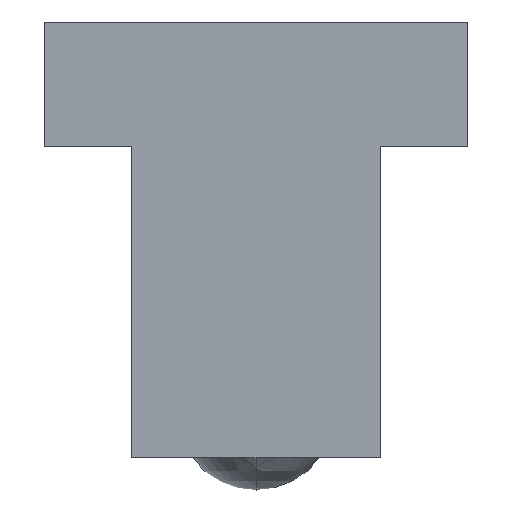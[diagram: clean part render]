
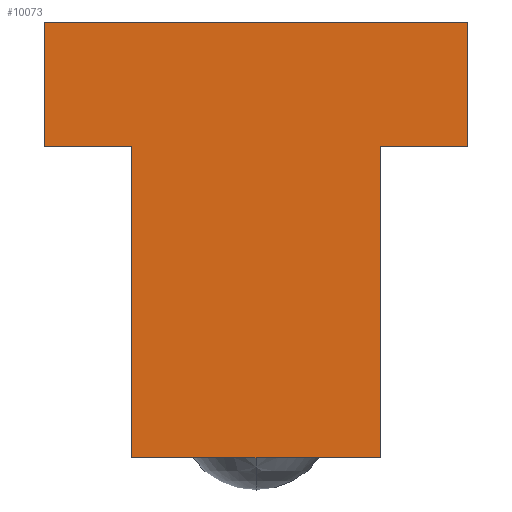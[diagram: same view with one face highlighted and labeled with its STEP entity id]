
A CAD part, front view. The second image highlights one B-rep face of the part: STEP entity #10073.
In plain terms, the highlighted planar face has unit normal (0, -1, 0).
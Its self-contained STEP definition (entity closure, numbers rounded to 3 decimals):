
#2=DIRECTION('',(1.,0.,0.));
#3=VECTOR('',#2,34.);
#4=CARTESIAN_POINT('',(-17.,0.,0.));
#5=LINE('',#4,#3);
#6=DIRECTION('',(0.,0.,-1.));
#7=VECTOR('',#6,10.);
#8=CARTESIAN_POINT('',(17.,0.,0.));
#9=LINE('',#8,#7);
#10=DIRECTION('',(-1.,0.,0.));
#11=VECTOR('',#10,7.);
#12=CARTESIAN_POINT('',(17.,0.,-10.));
#13=LINE('',#12,#11);
#14=DIRECTION('',(0.,0.,-1.));
#15=VECTOR('',#14,25.);
#16=CARTESIAN_POINT('',(10.,0.,-10.));
#17=LINE('',#16,#15);
#18=DIRECTION('',(-1.,0.,0.));
#19=VECTOR('',#18,20.);
#20=CARTESIAN_POINT('',(10.,0.,-35.));
#21=LINE('',#20,#19);
#22=DIRECTION('',(0.,0.,1.));
#23=VECTOR('',#22,25.);
#24=CARTESIAN_POINT('',(-10.,0.,-35.));
#25=LINE('',#24,#23);
#26=DIRECTION('',(-1.,0.,0.));
#27=VECTOR('',#26,7.);
#28=CARTESIAN_POINT('',(-10.,0.,-10.));
#29=LINE('',#28,#27);
#30=DIRECTION('',(0.,0.,1.));
#31=VECTOR('',#30,10.);
#32=CARTESIAN_POINT('',(-17.,0.,-10.));
#33=LINE('',#32,#31);
#7598=CARTESIAN_POINT('',(-17.,0.,0.));
#7599=CARTESIAN_POINT('',(17.,0.,0.));
#7600=VERTEX_POINT('',#7598);
#7601=VERTEX_POINT('',#7599);
#7602=CARTESIAN_POINT('',(17.,0.,-10.));
#7603=VERTEX_POINT('',#7602);
#7604=CARTESIAN_POINT('',(10.,0.,-10.));
#7605=VERTEX_POINT('',#7604);
#7606=CARTESIAN_POINT('',(10.,0.,-35.));
#7607=VERTEX_POINT('',#7606);
#7608=CARTESIAN_POINT('',(-10.,0.,-35.));
#7609=VERTEX_POINT('',#7608);
#7610=CARTESIAN_POINT('',(-10.,0.,-10.));
#7611=VERTEX_POINT('',#7610);
#7612=CARTESIAN_POINT('',(-17.,0.,-10.));
#7613=VERTEX_POINT('',#7612);
#10050=CARTESIAN_POINT('',(0.,0.,0.));
#10051=DIRECTION('',(0.,1.,0.));
#10052=DIRECTION('',(1.,0.,0.));
#10053=AXIS2_PLACEMENT_3D('',#10050,#10051,#10052);
#10054=PLANE('',#10053);
#10056=ORIENTED_EDGE('',*,*,#10055,.T.);
#10058=ORIENTED_EDGE('',*,*,#10057,.T.);
#10060=ORIENTED_EDGE('',*,*,#10059,.T.);
#10062=ORIENTED_EDGE('',*,*,#10061,.T.);
#10064=ORIENTED_EDGE('',*,*,#10063,.T.);
#10066=ORIENTED_EDGE('',*,*,#10065,.T.);
#10068=ORIENTED_EDGE('',*,*,#10067,.T.);
#10070=ORIENTED_EDGE('',*,*,#10069,.T.);
#10071=EDGE_LOOP('',(#10056,#10058,#10060,#10062,#10064,#10066,#10068,#10070));
#10072=FACE_OUTER_BOUND('',#10071,.F.);
#10055=EDGE_CURVE('',#7600,#7601,#5,.T.);
#10057=EDGE_CURVE('',#7601,#7603,#9,.T.);
#10059=EDGE_CURVE('',#7603,#7605,#13,.T.);
#10061=EDGE_CURVE('',#7605,#7607,#17,.T.);
#10063=EDGE_CURVE('',#7607,#7609,#21,.T.);
#10065=EDGE_CURVE('',#7609,#7611,#25,.T.);
#10067=EDGE_CURVE('',#7611,#7613,#29,.T.);
#10069=EDGE_CURVE('',#7613,#7600,#33,.T.);
#10073=ADVANCED_FACE('',(#10072),#10054,.F.);
